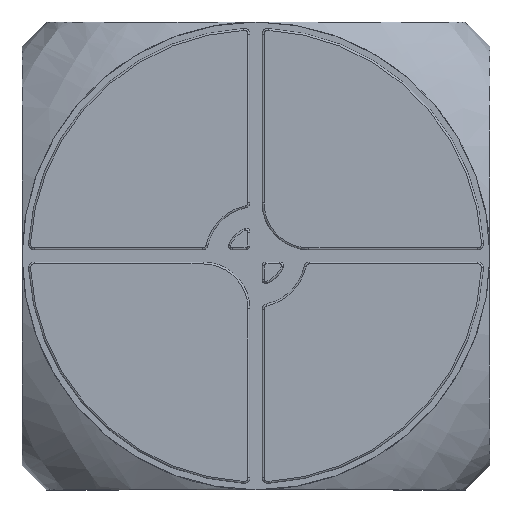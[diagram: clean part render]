
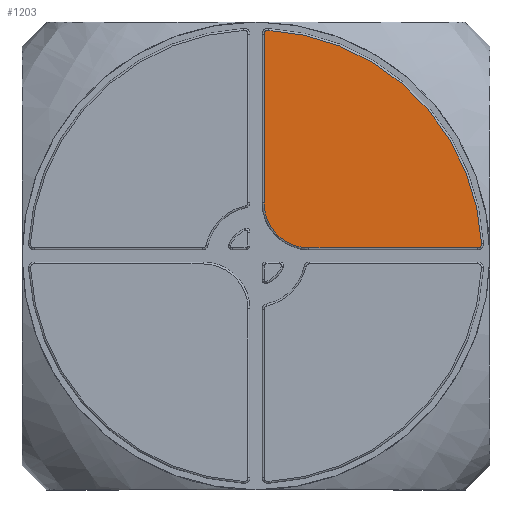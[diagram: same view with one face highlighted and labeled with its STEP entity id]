
A CAD part, top view. The second image highlights one B-rep face of the part: STEP entity #1203.
In plain terms, the highlighted planar face has unit normal (0, 0, 1).
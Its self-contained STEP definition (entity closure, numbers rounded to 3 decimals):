
#499=CIRCLE('',#9749,120.709);
#500=CIRCLE('',#9750,2.);
#501=CIRCLE('',#9751,24.);
#502=CIRCLE('',#9752,2.);
#723=FACE_OUTER_BOUND('',#2071,.T.);
#1203=ADVANCED_FACE('',(#723),#1673,.F.);
#1673=PLANE('',#9753);
#2071=EDGE_LOOP('',(#3903,#3904,#3905,#3906,#3907,#3908));
#3903=ORIENTED_EDGE('',*,*,#7408,.T.);
#3904=ORIENTED_EDGE('',*,*,#7409,.T.);
#3905=ORIENTED_EDGE('',*,*,#7410,.T.);
#3906=ORIENTED_EDGE('',*,*,#7411,.T.);
#3907=ORIENTED_EDGE('',*,*,#7412,.T.);
#3908=ORIENTED_EDGE('',*,*,#7413,.T.);
#6407=VERTEX_POINT('',#30121);
#6408=VERTEX_POINT('',#30122);
#6409=VERTEX_POINT('',#30124);
#6410=VERTEX_POINT('',#30126);
#6411=VERTEX_POINT('',#30128);
#6412=VERTEX_POINT('',#30130);
#7408=EDGE_CURVE('',#6407,#6408,#499,.T.);
#7409=EDGE_CURVE('',#6408,#6409,#500,.T.);
#7410=EDGE_CURVE('',#6409,#6410,#8412,.T.);
#7411=EDGE_CURVE('',#6410,#6411,#501,.T.);
#7412=EDGE_CURVE('',#6411,#6412,#8413,.T.);
#7413=EDGE_CURVE('',#6412,#6407,#502,.T.);
#8412=LINE('',#30125,#9083);
#8413=LINE('',#30129,#9084);
#9083=VECTOR('',#10802,1.);
#9084=VECTOR('',#10805,1.);
#9749=AXIS2_PLACEMENT_3D('',#30120,#10798,#10799);
#9750=AXIS2_PLACEMENT_3D('',#30123,#10800,#10801);
#9751=AXIS2_PLACEMENT_3D('',#30127,#10803,#10804);
#9752=AXIS2_PLACEMENT_3D('',#30131,#10806,#10807);
#9753=AXIS2_PLACEMENT_3D('',#30132,#10808,#10809);
#10798=DIRECTION('',(0.,0.,1.));
#10799=DIRECTION('',(-1.,0.,0.));
#10800=DIRECTION('',(0.,0.,1.));
#10801=DIRECTION('',(-1.,0.,0.));
#10802=DIRECTION('',(0.,-1.,0.));
#10803=DIRECTION('',(0.,0.,1.));
#10804=DIRECTION('',(-1.,0.,0.));
#10805=DIRECTION('',(1.,0.,0.));
#10806=DIRECTION('',(0.,0.,1.));
#10807=DIRECTION('',(-1.,0.,0.));
#10808=DIRECTION('',(0.,0.,-1.));
#10809=DIRECTION('',(-1.,0.,0.));
#30120=CARTESIAN_POINT('',(489.339,0.,55.92));
#30121=CARTESIAN_POINT('',(609.878,6.395,55.92));
#30122=CARTESIAN_POINT('',(495.734,120.54,55.92));
#30123=CARTESIAN_POINT('',(495.628,118.542,55.92));
#30124=CARTESIAN_POINT('',(493.628,118.542,55.92));
#30125=CARTESIAN_POINT('',(493.628,0.,55.92));
#30126=CARTESIAN_POINT('',(493.628,28.289,55.92));
#30127=CARTESIAN_POINT('',(517.628,28.289,55.92));
#30128=CARTESIAN_POINT('',(517.628,4.289,55.92));
#30129=CARTESIAN_POINT('',(489.339,4.289,55.92));
#30130=CARTESIAN_POINT('',(607.881,4.289,55.92));
#30131=CARTESIAN_POINT('',(607.881,6.289,55.92));
#30132=CARTESIAN_POINT('',(489.339,0.,55.92));
